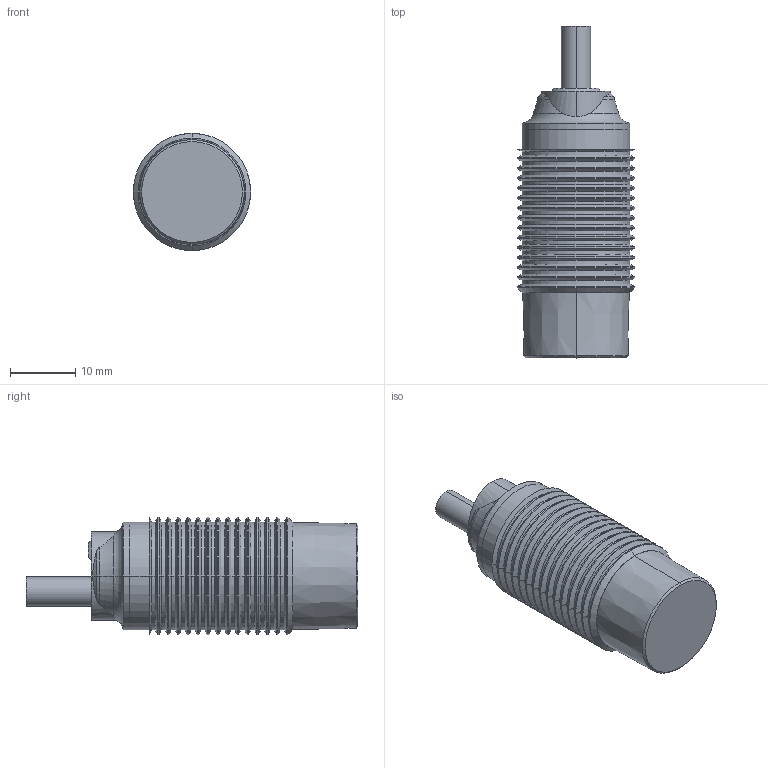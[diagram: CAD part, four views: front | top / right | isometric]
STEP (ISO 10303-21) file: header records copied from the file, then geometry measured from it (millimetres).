
FILE_DESCRIPTION(('STEP AP214'),'1');
FILE_NAME('cctmp_E5A09044-5418-4040-AA18-B5C35B636148_2022_07_28_14_34_06_0708..stp','2022-07-28T12:34:06',('Pepperl+Fuchs GmbH'),('CADClick - www.CADClick.com'),'Spatial InterOp 3D',' ','unknown authorization');
FILE_SCHEMA(('AUTOMOTIVE_DESIGN'));
Length unit declared in the file: millimetre
Products named in the file (6): cc_unnamed; NBN12-18GM35-E2_4; NBN12-18GM35-E2_3; NBN12-18GM35-E2_2; NBN12-18GM35-E2_1; NBN12-18GM35-E2
Assembly tree (5 placements, depth 2):
  cc_unnamed
    NBN12-18GM35-E2_4
    NBN12-18GM35-E2_3
    NBN12-18GM35-E2_2
    NBN12-18GM35-E2_1
    NBN12-18GM35-E2
Bounding box: 18 x 50.9 x 18 mm (x, y, z)
Volume: 8685.2 mm3; surface area: 6230.1 mm2
Topology: 5 solids, 5 shells, 176 faces, 363 edges, 202 vertices
Faces by surface type: cone 75, cylinder 71, plane 18, torus 10, bspline 2
Entity records: 6377 total; most frequent: CARTESIAN_POINT 1030, DIRECTION 890, ORIENTED_EDGE 724, AXIS2_PLACEMENT_3D 370, EDGE_CURVE 362, VERTEX_POINT 202, CIRCLE 188, EDGE_LOOP 182
